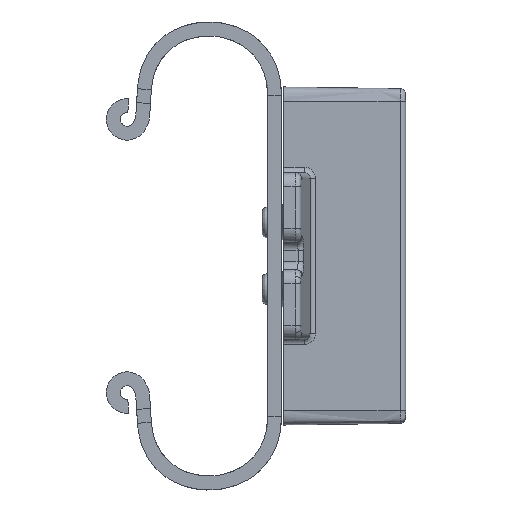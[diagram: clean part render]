
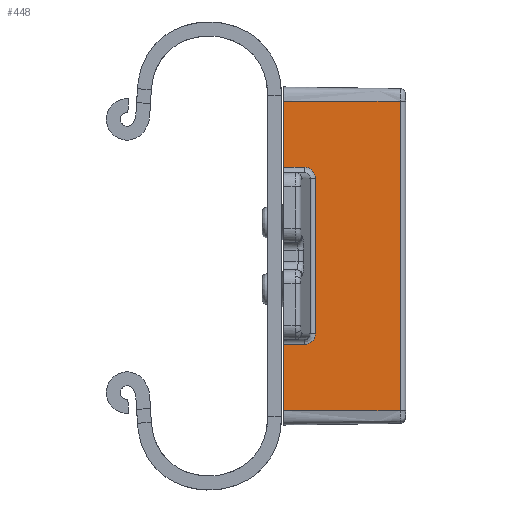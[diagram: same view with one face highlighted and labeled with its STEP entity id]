
A CAD part, front view. The second image highlights one B-rep face of the part: STEP entity #448.
In plain terms, the highlighted planar face has unit normal (0.014, -1, 0).
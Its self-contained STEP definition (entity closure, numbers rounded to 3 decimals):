
#160=ELLIPSE('',#1684,0.402,0.4);
#161=ELLIPSE('',#1685,0.402,0.4);
#174=PLANE('',#1686);
#231=LINE('',#2599,#344);
#243=LINE('',#2782,#356);
#244=LINE('',#2838,#357);
#245=LINE('',#2840,#358);
#246=LINE('',#2844,#359);
#247=LINE('',#2848,#360);
#248=LINE('',#2850,#361);
#249=LINE('',#2851,#362);
#344=VECTOR('',#1850,1.);
#356=VECTOR('',#1868,1.);
#357=VECTOR('',#1869,1.);
#358=VECTOR('',#1870,1.);
#359=VECTOR('',#1873,1.);
#360=VECTOR('',#1876,1.);
#361=VECTOR('',#1877,1.);
#362=VECTOR('',#1878,1.);
#448=ADVANCED_FACE('',(#561),#174,.T.);
#561=FACE_OUTER_BOUND('',#647,.T.);
#647=EDGE_LOOP('',(#847,#848,#849,#850,#851,#852,#853,#854,#855,#856));
#847=ORIENTED_EDGE('',*,*,#1449,.F.);
#848=ORIENTED_EDGE('',*,*,#1450,.T.);
#849=ORIENTED_EDGE('',*,*,#1451,.T.);
#850=ORIENTED_EDGE('',*,*,#1452,.T.);
#851=ORIENTED_EDGE('',*,*,#1453,.T.);
#852=ORIENTED_EDGE('',*,*,#1454,.T.);
#853=ORIENTED_EDGE('',*,*,#1455,.F.);
#854=ORIENTED_EDGE('',*,*,#1432,.T.);
#855=ORIENTED_EDGE('',*,*,#1456,.T.);
#856=ORIENTED_EDGE('',*,*,#1447,.F.);
#1215=VERTEX_POINT('',#2182);
#1219=VERTEX_POINT('',#2250);
#1278=VERTEX_POINT('',#2600);
#1284=VERTEX_POINT('',#2783);
#1285=VERTEX_POINT('',#2839);
#1286=VERTEX_POINT('',#2841);
#1287=VERTEX_POINT('',#2843);
#1288=VERTEX_POINT('',#2845);
#1289=VERTEX_POINT('',#2847);
#1290=VERTEX_POINT('',#2849);
#1432=EDGE_CURVE('',#1278,#1215,#231,.T.);
#1447=EDGE_CURVE('',#1284,#1219,#243,.T.);
#1449=EDGE_CURVE('',#1285,#1284,#244,.T.);
#1450=EDGE_CURVE('',#1285,#1286,#245,.T.);
#1451=EDGE_CURVE('',#1286,#1287,#160,.T.);
#1452=EDGE_CURVE('',#1287,#1288,#246,.T.);
#1453=EDGE_CURVE('',#1288,#1289,#161,.T.);
#1454=EDGE_CURVE('',#1289,#1290,#247,.T.);
#1455=EDGE_CURVE('',#1278,#1290,#248,.T.);
#1456=EDGE_CURVE('',#1215,#1219,#249,.T.);
#1684=AXIS2_PLACEMENT_3D('',#2842,#1871,#1872);
#1685=AXIS2_PLACEMENT_3D('',#2846,#1874,#1875);
#1686=AXIS2_PLACEMENT_3D('',#2852,#1879,#1880);
#1850=DIRECTION('',(1.,0.014,0.));
#1868=DIRECTION('',(1.,0.014,0.));
#1869=DIRECTION('',(0.,0.,1.));
#1870=DIRECTION('',(1.,0.014,0.));
#1871=DIRECTION('',(-0.014,1.,0.));
#1872=DIRECTION('',(-1.,-0.014,0.));
#1873=DIRECTION('',(0.,0.,-1.));
#1874=DIRECTION('',(-0.014,1.,0.));
#1875=DIRECTION('',(-1.,-0.014,-0.012));
#1876=DIRECTION('',(-1.,-0.014,-0.014));
#1877=DIRECTION('',(0.,0.,1.));
#1878=DIRECTION('',(0.,0.,1.));
#1879=DIRECTION('',(0.014,-1.,0.));
#1880=DIRECTION('',(0.,0.,1.));
#2182=CARTESIAN_POINT('',(4.203,-0.711,-32.975));
#2250=CARTESIAN_POINT('',(4.203,-0.711,-21.825));
#2599=CARTESIAN_POINT('',(0.,-0.77,-32.975));
#2600=CARTESIAN_POINT('',(0.,-0.77,-32.975));
#2782=CARTESIAN_POINT('',(0.,-0.77,-21.825));
#2783=CARTESIAN_POINT('',(0.,-0.77,-21.825));
#2838=CARTESIAN_POINT('',(0.,-0.77,-24.2));
#2839=CARTESIAN_POINT('',(0.,-0.77,-24.2));
#2840=CARTESIAN_POINT('',(0.773,-0.759,-24.2));
#2841=CARTESIAN_POINT('',(0.752,-0.759,-24.2));
#2842=CARTESIAN_POINT('',(0.752,-0.759,-24.6));
#2843=CARTESIAN_POINT('',(1.154,-0.754,-24.6));
#2844=CARTESIAN_POINT('',(1.154,-0.754,-35.164));
#2845=CARTESIAN_POINT('',(1.154,-0.754,-30.189));
#2846=CARTESIAN_POINT('',(0.752,-0.759,-30.189));
#2847=CARTESIAN_POINT('',(0.758,-0.759,-30.589));
#2848=CARTESIAN_POINT('',(0.003,-0.77,-30.6));
#2849=CARTESIAN_POINT('',(0.,-0.77,-30.6));
#2850=CARTESIAN_POINT('',(0.,-0.77,-32.975));
#2851=CARTESIAN_POINT('',(4.203,-0.711,-21.825));
#2852=CARTESIAN_POINT('',(0.,-0.77,-35.164));
